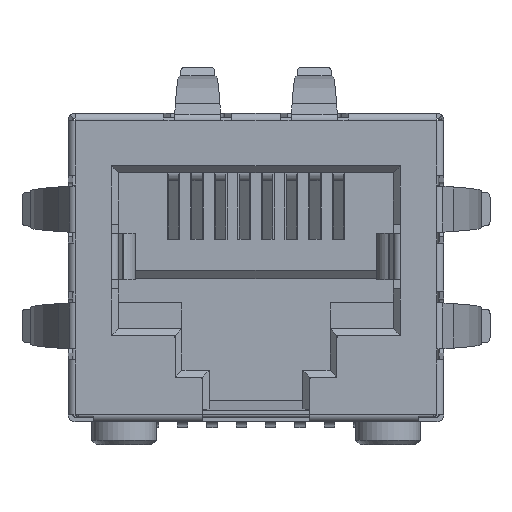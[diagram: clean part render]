
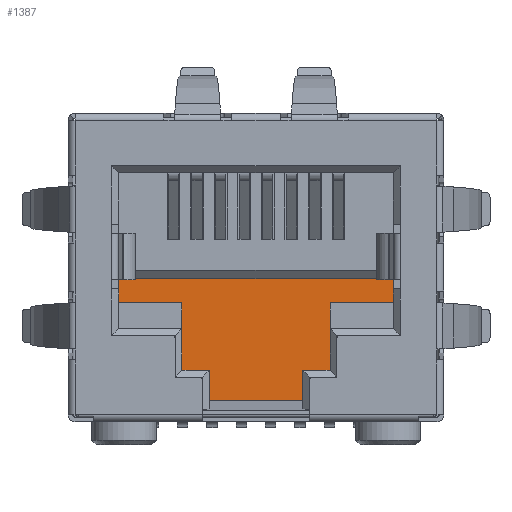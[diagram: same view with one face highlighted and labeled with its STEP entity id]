
A CAD part, front view. The second image highlights one B-rep face of the part: STEP entity #1387.
In plain terms, the highlighted planar face has unit normal (0, -1, 0).
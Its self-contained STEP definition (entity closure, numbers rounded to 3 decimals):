
#1387 = ADVANCED_FACE( '', ( #3297 ), #3298, .T. );
#3297 = FACE_OUTER_BOUND( '', #5994, .T. );
#3298 = PLANE( '', #5995 );
#5994 = EDGE_LOOP( '', ( #10343, #10344, #10345, #10346, #10347, #10348, #10349, #10350, #10351, #10352 ) );
#5995 = AXIS2_PLACEMENT_3D( '', #10353, #10354, #10355 );
#10343 = ORIENTED_EDGE( '', *, *, #16435, .F. );
#10344 = ORIENTED_EDGE( '', *, *, #16693, .T. );
#10345 = ORIENTED_EDGE( '', *, *, #15476, .T. );
#10346 = ORIENTED_EDGE( '', *, *, #16694, .T. );
#10347 = ORIENTED_EDGE( '', *, *, #16695, .T. );
#10348 = ORIENTED_EDGE( '', *, *, #16690, .T. );
#10349 = ORIENTED_EDGE( '', *, *, #16624, .T. );
#10350 = ORIENTED_EDGE( '', *, *, #16696, .F. );
#10351 = ORIENTED_EDGE( '', *, *, #16697, .T. );
#10352 = ORIENTED_EDGE( '', *, *, #16698, .T. );
#10353 = CARTESIAN_POINT( '', ( -5.95, 0.4, 4.105 ) );
#10354 = DIRECTION( '', ( 0., -1., 0. ) );
#10355 = DIRECTION( '', ( 0., 0., -1. ) );
#15476 = EDGE_CURVE( '', #18481, #18479, #18482, .T. );
#16435 = EDGE_CURVE( '', #20091, #20094, #20095, .T. );
#16624 = EDGE_CURVE( '', #20369, #20377, #20379, .T. );
#16690 = EDGE_CURVE( '', #20472, #20369, #20473, .T. );
#16693 = EDGE_CURVE( '', #20091, #18481, #20476, .T. );
#16694 = EDGE_CURVE( '', #18479, #20477, #20478, .T. );
#16695 = EDGE_CURVE( '', #20477, #20472, #20479, .T. );
#16696 = EDGE_CURVE( '', #20480, #20377, #20481, .T. );
#16697 = EDGE_CURVE( '', #20480, #20482, #20483, .T. );
#16698 = EDGE_CURVE( '', #20482, #20094, #20484, .T. );
#18479 = VERTEX_POINT( '', #22778 );
#18481 = VERTEX_POINT( '', #22781 );
#18482 = LINE( '', #22782, #22783 );
#20091 = VERTEX_POINT( '', #25379 );
#20094 = VERTEX_POINT( '', #25383 );
#20095 = LINE( '', #25384, #25385 );
#20369 = VERTEX_POINT( '', #25799 );
#20377 = VERTEX_POINT( '', #25811 );
#20379 = LINE( '', #25814, #25815 );
#20472 = VERTEX_POINT( '', #25953 );
#20473 = LINE( '', #25954, #25955 );
#20476 = LINE( '', #25959, #25960 );
#20477 = VERTEX_POINT( '', #25961 );
#20478 = LINE( '', #25962, #25963 );
#20479 = LINE( '', #25964, #25965 );
#20480 = VERTEX_POINT( '', #25966 );
#20481 = LINE( '', #25967, #25968 );
#20482 = VERTEX_POINT( '', #25969 );
#20483 = LINE( '', #25970, #25971 );
#20484 = LINE( '', #25972, #25973 );
#22778 = CARTESIAN_POINT( '', ( 3.205, 0.4, -5.775 ) );
#22781 = CARTESIAN_POINT( '', ( -3.205, 0.4, -5.775 ) );
#22782 = CARTESIAN_POINT( '', ( -2.025, 0.4, -5.775 ) );
#22783 = VECTOR( '', #28983, 1000. );
#25379 = CARTESIAN_POINT( '', ( -3.205, 0.4, -1.525 ) );
#25383 = CARTESIAN_POINT( '', ( -5.95, 0.4, -1.525 ) );
#25384 = CARTESIAN_POINT( '', ( -5.95, 0.4, -1.525 ) );
#25385 = VECTOR( '', #29886, 1000. );
#25799 = CARTESIAN_POINT( '', ( 5.95, 0.4, -0.925 ) );
#25811 = CARTESIAN_POINT( '', ( 5.95, 0.4, -0.475 ) );
#25814 = CARTESIAN_POINT( '', ( 5.95, 0.4, 4.105 ) );
#25815 = VECTOR( '', #30078, 1000. );
#25953 = CARTESIAN_POINT( '', ( 5.95, 0.4, -1.525 ) );
#25954 = CARTESIAN_POINT( '', ( 5.95, 0.4, -2.645 ) );
#25955 = VECTOR( '', #30138, 1000. );
#25959 = CARTESIAN_POINT( '', ( -3.205, 0.4, -2.645 ) );
#25960 = VECTOR( '', #30140, 1000. );
#25961 = CARTESIAN_POINT( '', ( 3.205, 0.4, -1.525 ) );
#25962 = CARTESIAN_POINT( '', ( 3.205, 0.4, -4.445 ) );
#25963 = VECTOR( '', #30141, 1000. );
#25964 = CARTESIAN_POINT( '', ( -5.95, 0.4, -1.525 ) );
#25965 = VECTOR( '', #30142, 1000. );
#25966 = CARTESIAN_POINT( '', ( -5.95, 0.4, -0.475 ) );
#25967 = CARTESIAN_POINT( '', ( -5.95, 0.4, -0.475 ) );
#25968 = VECTOR( '', #30143, 1000. );
#25969 = CARTESIAN_POINT( '', ( -5.95, 0.4, -0.925 ) );
#25970 = CARTESIAN_POINT( '', ( -5.95, 0.4, 4.105 ) );
#25971 = VECTOR( '', #30144, 1000. );
#25972 = CARTESIAN_POINT( '', ( -5.95, 0.4, 4.105 ) );
#25973 = VECTOR( '', #30145, 1000. );
#28983 = DIRECTION( '', ( 1., 0., 0. ) );
#29886 = DIRECTION( '', ( -1., 0., 0. ) );
#30078 = DIRECTION( '', ( 0., 0., 1. ) );
#30138 = DIRECTION( '', ( 0., 0., 1. ) );
#30140 = DIRECTION( '', ( 0., 0., -1. ) );
#30141 = DIRECTION( '', ( 0., 0., 1. ) );
#30142 = DIRECTION( '', ( 1., 0., 0. ) );
#30143 = DIRECTION( '', ( 1., 0., 0. ) );
#30144 = DIRECTION( '', ( 0., 0., -1. ) );
#30145 = DIRECTION( '', ( 0., 0., -1. ) );
